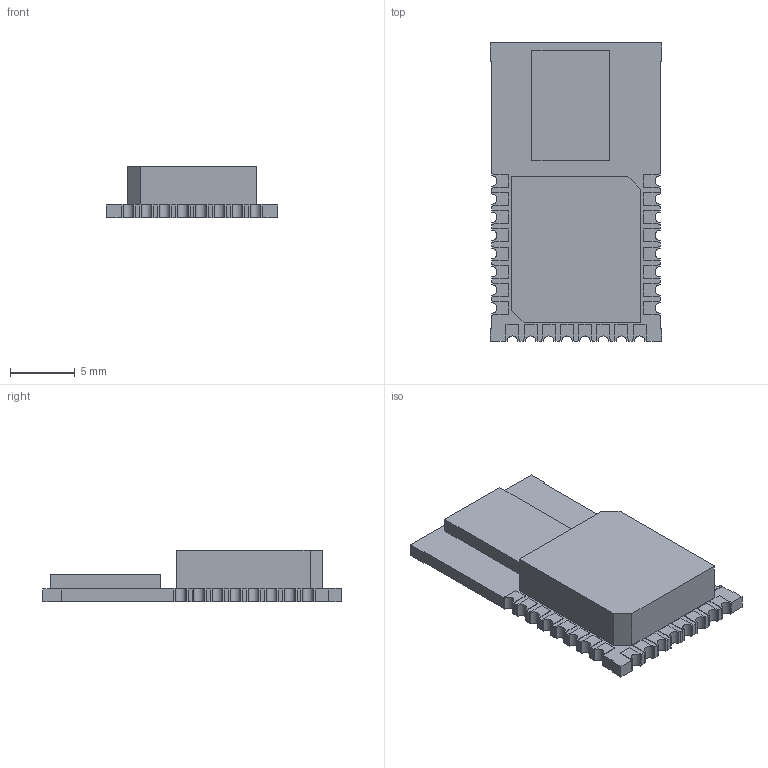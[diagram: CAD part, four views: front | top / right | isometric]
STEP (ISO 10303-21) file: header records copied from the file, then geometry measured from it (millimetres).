
FILE_DESCRIPTION(('FreeCAD Model'),'2;1');
FILE_NAME('DWM1000.step', '2018-01-07T12:45:23',('kicad StepUp'),('ksu MCAD'), 'Open CASCADE STEP processor 6.8','FreeCAD','Unknown');
FILE_SCHEMA(('AUTOMOTIVE_DESIGN_CC2 { 1 2 10303 214 -1 1 5 4 }'));
Length unit declared in the file: millimetre
Products named in the file (1): DWM1000
Bounding box: 13.2 x 23 x 4 mm (x, y, z)
Volume: 686.8 mm3; surface area: 833 mm2
Topology: 1 solids, 1 shells, 314 faces, 882 edges, 572 vertices
Faces by surface type: plane 242, cylinder 72
Entity records: 12270 total; most frequent: CARTESIAN_POINT 1769, ORIENTED_EDGE 1764, DIRECTION 1728, EDGE_CURVE 882, LINE 666, VECTOR 666, VERTEX_POINT 572, AXIS2_PLACEMENT_3D 531
